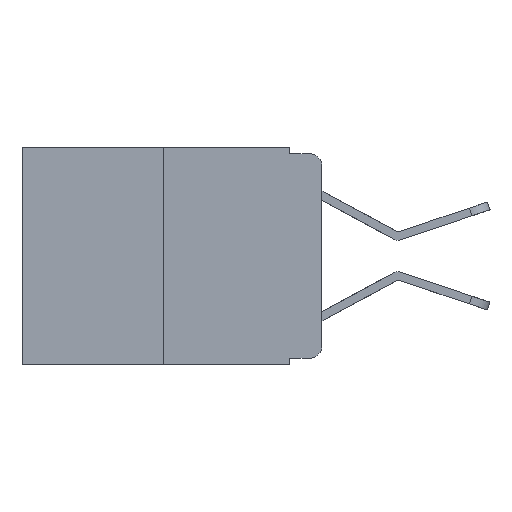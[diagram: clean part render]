
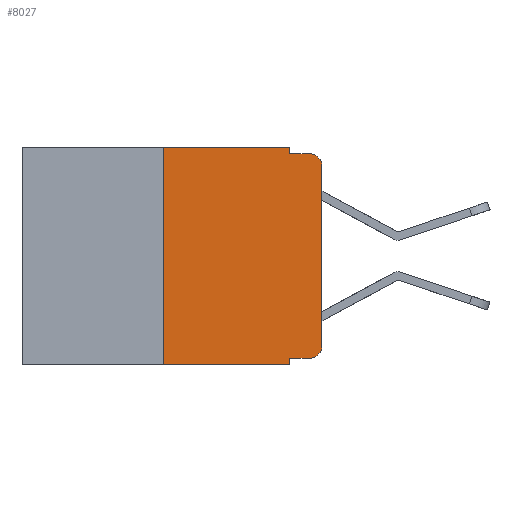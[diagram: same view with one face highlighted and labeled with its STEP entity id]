
A CAD part, left-side view. The second image highlights one B-rep face of the part: STEP entity #8027.
In plain terms, the highlighted planar face has unit normal (-1, 0, 0).
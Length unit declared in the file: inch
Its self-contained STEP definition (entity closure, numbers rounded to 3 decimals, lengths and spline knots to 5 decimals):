
#186 = AXIS2_PLACEMENT_3D ( 'NONE', #16804, #7196, #18376 ) ;
#241 = VECTOR ( 'NONE', #2740, 39.37008 ) ;
#725 = ORIENTED_EDGE ( 'NONE', *, *, #2786, .F. ) ;
#811 = CARTESIAN_POINT ( 'NONE',  ( 0., 0.051, -0.01 ) ) ;
#1063 = VERTEX_POINT ( 'NONE', #12579 ) ;
#1185 = VECTOR ( 'NONE', #16423, 39.37008 ) ;
#1646 = EDGE_CURVE ( 'NONE', #10017, #8265, #13862, .T. ) ;
#2361 = VECTOR ( 'NONE', #20903, 39.37008 ) ;
#2587 = ORIENTED_EDGE ( 'NONE', *, *, #3894, .F. ) ;
#2740 = DIRECTION ( 'NONE',  ( 0., 0., -1. ) ) ;
#2786 = EDGE_CURVE ( 'NONE', #13889, #14738, #18785, .T. ) ;
#3088 = DIRECTION ( 'NONE',  ( 1., 0., 0. ) ) ;
#3140 = ORIENTED_EDGE ( 'NONE', *, *, #19381, .T. ) ;
#3789 = CARTESIAN_POINT ( 'NONE',  ( 0., 0.051, -0.343 ) ) ;
#3882 = LINE ( 'NONE', #18630, #20479 ) ;
#3894 = EDGE_CURVE ( 'NONE', #20003, #13688, #3882, .T. ) ;
#4094 = DIRECTION ( 'NONE',  ( -1., 0., 0. ) ) ;
#4247 = DIRECTION ( 'NONE',  ( 0., -1., 0. ) ) ;
#4688 = ORIENTED_EDGE ( 'NONE', *, *, #13541, .F. ) ;
#5159 = CARTESIAN_POINT ( 'NONE',  ( 0., 0.473, 0. ) ) ;
#5283 = LINE ( 'NONE', #15572, #5804 ) ;
#5572 = EDGE_LOOP ( 'NONE', ( #19979, #8259, #14526, #2587, #4688, #725, #11040, #9282, #19254, #3140 ) ) ;
#5804 = VECTOR ( 'NONE', #4247, 39.37008 ) ;
#6153 = EDGE_CURVE ( 'NONE', #13688, #16395, #13185, .T. ) ;
#6858 = CARTESIAN_POINT ( 'NONE',  ( 0., 0.02, -0.01 ) ) ;
#7196 = DIRECTION ( 'NONE',  ( -1., 0., 0. ) ) ;
#7601 = CIRCLE ( 'NONE', #18228, 0.02 ) ;
#8027 = ADVANCED_FACE ( 'NONE', ( #17754 ), #20744, .F. ) ;
#8217 = CARTESIAN_POINT ( 'NONE',  ( 0., 0.051, -0.333 ) ) ;
#8259 = ORIENTED_EDGE ( 'NONE', *, *, #8297, .T. ) ;
#8265 = VERTEX_POINT ( 'NONE', #3789 ) ;
#8297 = EDGE_CURVE ( 'NONE', #16346, #16395, #20718, .T. ) ;
#8887 = VECTOR ( 'NONE', #14816, 39.37008 ) ;
#9282 = ORIENTED_EDGE ( 'NONE', *, *, #1646, .F. ) ;
#9383 = EDGE_CURVE ( 'NONE', #11465, #16346, #16723, .T. ) ;
#9548 = DIRECTION ( 'NONE',  ( 0., 0., 1. ) ) ;
#10017 = VERTEX_POINT ( 'NONE', #12871 ) ;
#10279 = VECTOR ( 'NONE', #20020, 39.37008 ) ;
#10938 = CARTESIAN_POINT ( 'NONE',  ( 0., 0., -0.03 ) ) ;
#11040 = ORIENTED_EDGE ( 'NONE', *, *, #14354, .T. ) ;
#11209 = CARTESIAN_POINT ( 'NONE',  ( 0., 0.473, 0. ) ) ;
#11465 = VERTEX_POINT ( 'NONE', #14337 ) ;
#12004 = CARTESIAN_POINT ( 'NONE',  ( 0., 0.051, 0. ) ) ;
#12579 = CARTESIAN_POINT ( 'NONE',  ( 0., 0.02, -0.333 ) ) ;
#12871 = CARTESIAN_POINT ( 'NONE',  ( 0., 0.051, -0.333 ) ) ;
#13185 = LINE ( 'NONE', #14803, #1185 ) ;
#13541 = EDGE_CURVE ( 'NONE', #14738, #20003, #16918, .T. ) ;
#13688 = VERTEX_POINT ( 'NONE', #811 ) ;
#13796 = CARTESIAN_POINT ( 'NONE',  ( 0., 0.02, -0.313 ) ) ;
#13862 = LINE ( 'NONE', #20418, #241 ) ;
#13889 = VERTEX_POINT ( 'NONE', #16013 ) ;
#14337 = CARTESIAN_POINT ( 'NONE',  ( 0., 0., -0.313 ) ) ;
#14354 = EDGE_CURVE ( 'NONE', #13889, #8265, #5283, .T. ) ;
#14427 = DIRECTION ( 'NONE',  ( 0., 0., -1. ) ) ;
#14526 = ORIENTED_EDGE ( 'NONE', *, *, #6153, .F. ) ;
#14738 = VERTEX_POINT ( 'NONE', #18173 ) ;
#14803 = CARTESIAN_POINT ( 'NONE',  ( 0., 0.051, -0.01 ) ) ;
#14810 = LINE ( 'NONE', #8217, #2361 ) ;
#14816 = DIRECTION ( 'NONE',  ( 0., -1., 0. ) ) ;
#15409 = DIRECTION ( 'NONE',  ( 0., 0., -1. ) ) ;
#15572 = CARTESIAN_POINT ( 'NONE',  ( 0., 0.473, -0.343 ) ) ;
#16013 = CARTESIAN_POINT ( 'NONE',  ( 0., 0.25, -0.343 ) ) ;
#16346 = VERTEX_POINT ( 'NONE', #10938 ) ;
#16395 = VERTEX_POINT ( 'NONE', #6858 ) ;
#16423 = DIRECTION ( 'NONE',  ( 0., -1., 0. ) ) ;
#16723 = LINE ( 'NONE', #19099, #20911 ) ;
#16804 = CARTESIAN_POINT ( 'NONE',  ( 0., 0.02, -0.03 ) ) ;
#16865 = CARTESIAN_POINT ( 'NONE',  ( 0., 0.25, 0. ) ) ;
#16918 = LINE ( 'NONE', #5159, #8887 ) ;
#17431 = AXIS2_PLACEMENT_3D ( 'NONE', #11209, #3088, #14427 ) ;
#17754 = FACE_OUTER_BOUND ( 'NONE', #5572, .T. ) ;
#18173 = CARTESIAN_POINT ( 'NONE',  ( 0., 0.25, 0. ) ) ;
#18228 = AXIS2_PLACEMENT_3D ( 'NONE', #13796, #4094, #15409 ) ;
#18376 = DIRECTION ( 'NONE',  ( 0., 0., -1. ) ) ;
#18630 = CARTESIAN_POINT ( 'NONE',  ( 0., 0.051, 0. ) ) ;
#18785 = LINE ( 'NONE', #16865, #10279 ) ;
#19099 = CARTESIAN_POINT ( 'NONE',  ( 0., 0., 0. ) ) ;
#19254 = ORIENTED_EDGE ( 'NONE', *, *, #20460, .T. ) ;
#19381 = EDGE_CURVE ( 'NONE', #1063, #11465, #7601, .T. ) ;
#19979 = ORIENTED_EDGE ( 'NONE', *, *, #9383, .T. ) ;
#20003 = VERTEX_POINT ( 'NONE', #12004 ) ;
#20020 = DIRECTION ( 'NONE',  ( 0., 0., 1. ) ) ;
#20223 = DIRECTION ( 'NONE',  ( 0., 0., -1. ) ) ;
#20418 = CARTESIAN_POINT ( 'NONE',  ( 0., 0.051, 0. ) ) ;
#20460 = EDGE_CURVE ( 'NONE', #10017, #1063, #14810, .T. ) ;
#20479 = VECTOR ( 'NONE', #20223, 39.37008 ) ;
#20718 = CIRCLE ( 'NONE', #186, 0.02 ) ;
#20744 = PLANE ( 'NONE',  #17431 ) ;
#20903 = DIRECTION ( 'NONE',  ( 0., -1., 0. ) ) ;
#20911 = VECTOR ( 'NONE', #9548, 39.37008 ) ;
